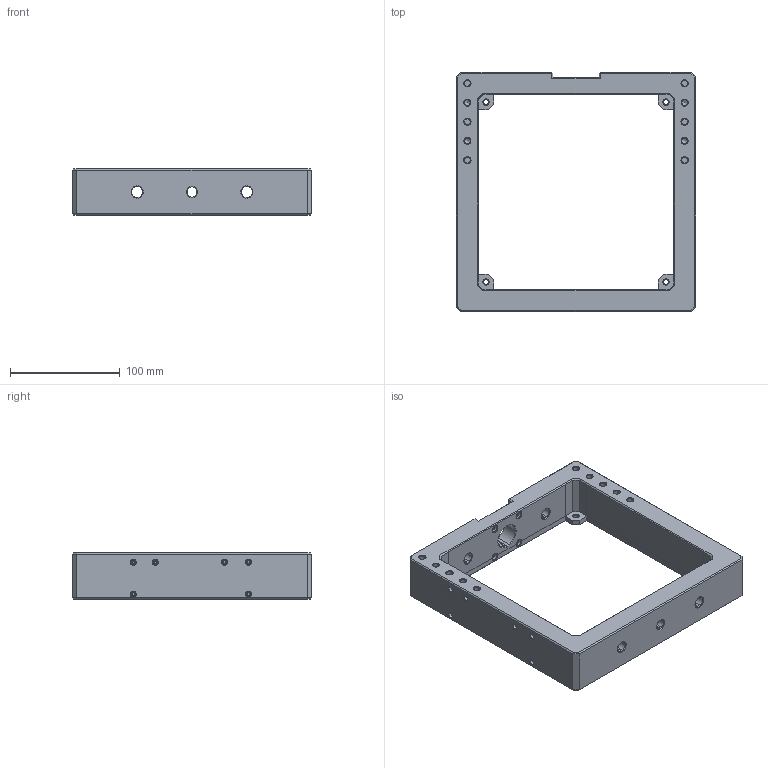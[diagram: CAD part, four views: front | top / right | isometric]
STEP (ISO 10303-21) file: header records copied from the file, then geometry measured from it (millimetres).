
FILE_DESCRIPTION(('FreeCAD Model'),'2;1');
FILE_NAME('Open CASCADE Shape Model','2021-08-31T16:26:34',('Author'),( ''),'Open CASCADE STEP processor 7.5','FreeCAD','Unknown');
FILE_SCHEMA(('AUTOMOTIVE_DESIGN { 1 0 10303 214 1 1 1 1 }'));
Length unit declared in the file: millimetre
Products named in the file (1): Base-Frame
Bounding box: 218 x 218 x 42 mm (x, y, z)
Volume: 625780.2 mm3; surface area: 109778.5 mm2
Topology: 1 solids, 1 shells, 464 faces, 1044 edges, 604 vertices
Faces by surface type: plane 268, cone 106, cylinder 68, bspline 22
Full cylindrical faces by diameter (mm): 2.5 x14, 3.3 x4, 4.4 x6, 4.5 x4, 5.2 x4, 5.4 x6, 6.1 x4, 6.3 x4, 9.1 x6
Entity records: 30323 total; most frequent: CARTESIAN_POINT 8925, DIRECTION 4037, LINE 2580, VECTOR 2580, ORIENTED_EDGE 2072, PCURVE 2072, DEFINITIONAL_REPRESENTATION 2072, EDGE_CURVE 1036
